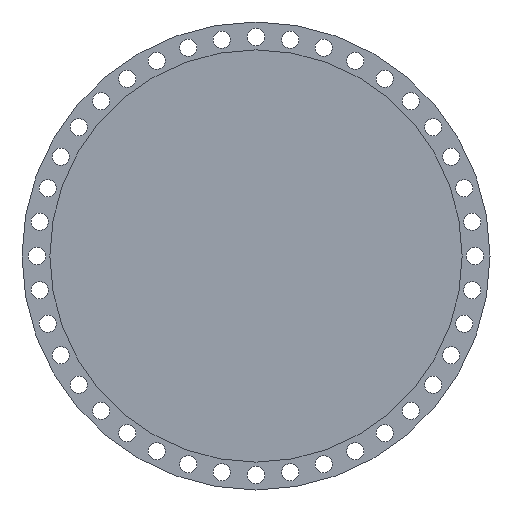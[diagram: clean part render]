
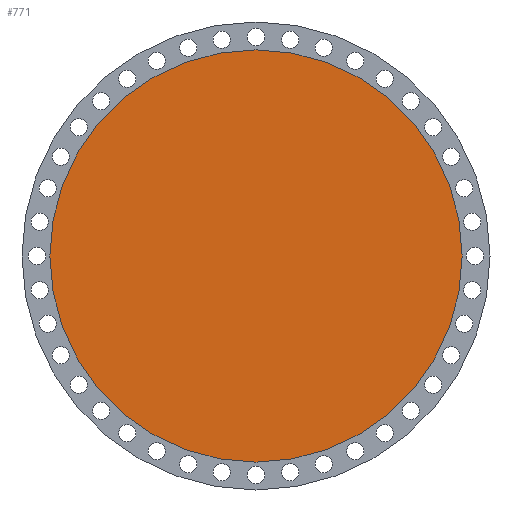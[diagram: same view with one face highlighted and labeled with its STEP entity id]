
A CAD part, left-side view. The second image highlights one B-rep face of the part: STEP entity #771.
In plain terms, the highlighted planar face has unit normal (-1, 0, 0).
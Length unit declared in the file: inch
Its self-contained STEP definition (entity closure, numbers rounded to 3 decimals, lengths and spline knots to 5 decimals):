
#241 = DIRECTION ( 'NONE',  ( -1., 0., 0. ) ) ;
#400 = VERTEX_POINT ( 'NONE', #975 ) ;
#438 = CIRCLE ( 'NONE', #1176, 24. ) ;
#493 = DIRECTION ( 'NONE',  ( 0., 0., 1. ) ) ;
#523 = EDGE_LOOP ( 'NONE', ( #1836, #1130 ) ) ;
#681 = EDGE_CURVE ( 'NONE', #1413, #400, #2160, .T. ) ;
#731 = FACE_OUTER_BOUND ( 'NONE', #523, .T. ) ;
#771 = ADVANCED_FACE ( 'NONE', ( #731 ), #2703, .T. ) ;
#975 = CARTESIAN_POINT ( 'NONE',  ( 0., 0., 24. ) ) ;
#1130 = ORIENTED_EDGE ( 'NONE', *, *, #681, .T. ) ;
#1176 = AXIS2_PLACEMENT_3D ( 'NONE', #2800, #241, #2988 ) ;
#1302 = DIRECTION ( 'NONE',  ( -1., 0., 0. ) ) ;
#1413 = VERTEX_POINT ( 'NONE', #1638 ) ;
#1515 = CARTESIAN_POINT ( 'NONE',  ( 0., 0., 0. ) ) ;
#1638 = CARTESIAN_POINT ( 'NONE',  ( 0., 0., -24. ) ) ;
#1836 = ORIENTED_EDGE ( 'NONE', *, *, #2177, .T. ) ;
#2160 = CIRCLE ( 'NONE', #2264, 24. ) ;
#2177 = EDGE_CURVE ( 'NONE', #400, #1413, #438, .T. ) ;
#2264 = AXIS2_PLACEMENT_3D ( 'NONE', #2566, #1302, #2292 ) ;
#2292 = DIRECTION ( 'NONE',  ( 0., 0., 1. ) ) ;
#2325 = AXIS2_PLACEMENT_3D ( 'NONE', #1515, #2971, #493 ) ;
#2566 = CARTESIAN_POINT ( 'NONE',  ( 0., 0., 0. ) ) ;
#2703 = PLANE ( 'NONE',  #2325 ) ;
#2800 = CARTESIAN_POINT ( 'NONE',  ( 0., 0., 0. ) ) ;
#2971 = DIRECTION ( 'NONE',  ( -1., 0., 0. ) ) ;
#2988 = DIRECTION ( 'NONE',  ( 0., 0., 1. ) ) ;
